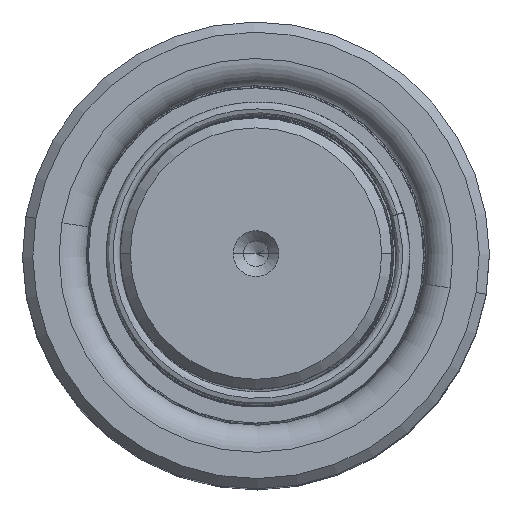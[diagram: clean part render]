
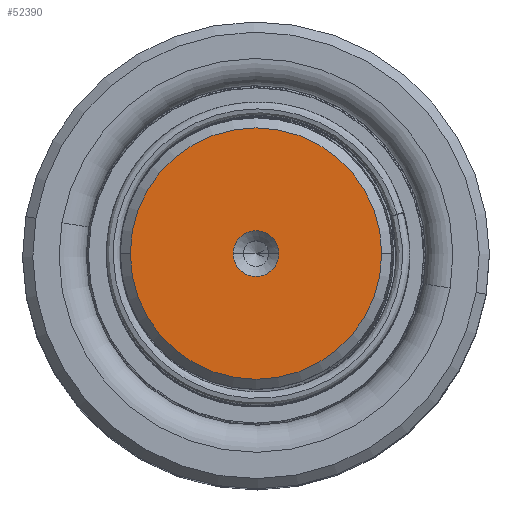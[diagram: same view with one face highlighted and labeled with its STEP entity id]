
A CAD part, top view. The second image highlights one B-rep face of the part: STEP entity #52390.
In plain terms, the highlighted planar face has unit normal (0, 0, 1).
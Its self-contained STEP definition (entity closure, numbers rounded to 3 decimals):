
#795 = DIRECTION ( 'NONE',  ( 0., 0., 1. ) ) ;
#4324 = DIRECTION ( 'NONE',  ( 1., 0., 0. ) ) ;
#5166 = VERTEX_POINT ( 'NONE', #48534 ) ;
#5585 = ORIENTED_EDGE ( 'NONE', *, *, #24801, .T. ) ;
#9080 = DIRECTION ( 'NONE',  ( 1., 0., 0. ) ) ;
#10392 = CIRCLE ( 'NONE', #30446, 2.7 ) ;
#12143 = ORIENTED_EDGE ( 'NONE', *, *, #44008, .T. ) ;
#12502 = CARTESIAN_POINT ( 'NONE',  ( 14.811, 0., 200. ) ) ;
#13278 = DIRECTION ( 'NONE',  ( 1., 0., 0. ) ) ;
#14465 = CIRCLE ( 'NONE', #34378, 2.7 ) ;
#14544 = AXIS2_PLACEMENT_3D ( 'NONE', #31405, #31076, #4324 ) ;
#16937 = CARTESIAN_POINT ( 'NONE',  ( 0., 0., 200. ) ) ;
#17704 = DIRECTION ( 'NONE',  ( 0., 0., 1. ) ) ;
#17882 = DIRECTION ( 'NONE',  ( 0., 0., 1. ) ) ;
#20004 = VERTEX_POINT ( 'NONE', #12502 ) ;
#23077 = CARTESIAN_POINT ( 'NONE',  ( 0., 0., 200. ) ) ;
#24801 = EDGE_CURVE ( 'NONE', #43423, #20004, #34322, .T. ) ;
#26584 = VERTEX_POINT ( 'NONE', #54924 ) ;
#27249 = DIRECTION ( 'NONE',  ( 1., 0., 0. ) ) ;
#27708 = DIRECTION ( 'NONE',  ( 0., 0., 1. ) ) ;
#27894 = DIRECTION ( 'NONE',  ( 1., 0., 0. ) ) ;
#30446 = AXIS2_PLACEMENT_3D ( 'NONE', #23077, #795, #13278 ) ;
#31076 = DIRECTION ( 'NONE',  ( 0., 0., 1. ) ) ;
#31405 = CARTESIAN_POINT ( 'NONE',  ( 0., 0., 200. ) ) ;
#31455 = EDGE_CURVE ( 'NONE', #26584, #5166, #10392, .T. ) ;
#34322 = CIRCLE ( 'NONE', #40821, 14.811 ) ;
#34378 = AXIS2_PLACEMENT_3D ( 'NONE', #49959, #27708, #27894 ) ;
#34679 = PLANE ( 'NONE',  #36703 ) ;
#35838 = CARTESIAN_POINT ( 'NONE',  ( 0., 0., 200. ) ) ;
#36703 = AXIS2_PLACEMENT_3D ( 'NONE', #16937, #17704, #27249 ) ;
#38331 = EDGE_LOOP ( 'NONE', ( #5585, #12143 ) ) ;
#38755 = EDGE_LOOP ( 'NONE', ( #41816, #44968 ) ) ;
#40821 = AXIS2_PLACEMENT_3D ( 'NONE', #35838, #17882, #9080 ) ;
#41816 = ORIENTED_EDGE ( 'NONE', *, *, #47520, .F. ) ;
#43423 = VERTEX_POINT ( 'NONE', #51762 ) ;
#44008 = EDGE_CURVE ( 'NONE', #20004, #43423, #45289, .T. ) ;
#44968 = ORIENTED_EDGE ( 'NONE', *, *, #31455, .F. ) ;
#45289 = CIRCLE ( 'NONE', #14544, 14.811 ) ;
#47520 = EDGE_CURVE ( 'NONE', #5166, #26584, #14465, .T. ) ;
#48534 = CARTESIAN_POINT ( 'NONE',  ( 2.7, 0., 200. ) ) ;
#49959 = CARTESIAN_POINT ( 'NONE',  ( 0., 0., 200. ) ) ;
#50572 = FACE_BOUND ( 'NONE', #38755, .T. ) ;
#51762 = CARTESIAN_POINT ( 'NONE',  ( -14.811, 0., 200. ) ) ;
#52390 = ADVANCED_FACE ( 'NONE', ( #50572, #57576 ), #34679, .T. ) ;
#54924 = CARTESIAN_POINT ( 'NONE',  ( -2.7, 0., 200. ) ) ;
#57576 = FACE_OUTER_BOUND ( 'NONE', #38331, .T. ) ;
